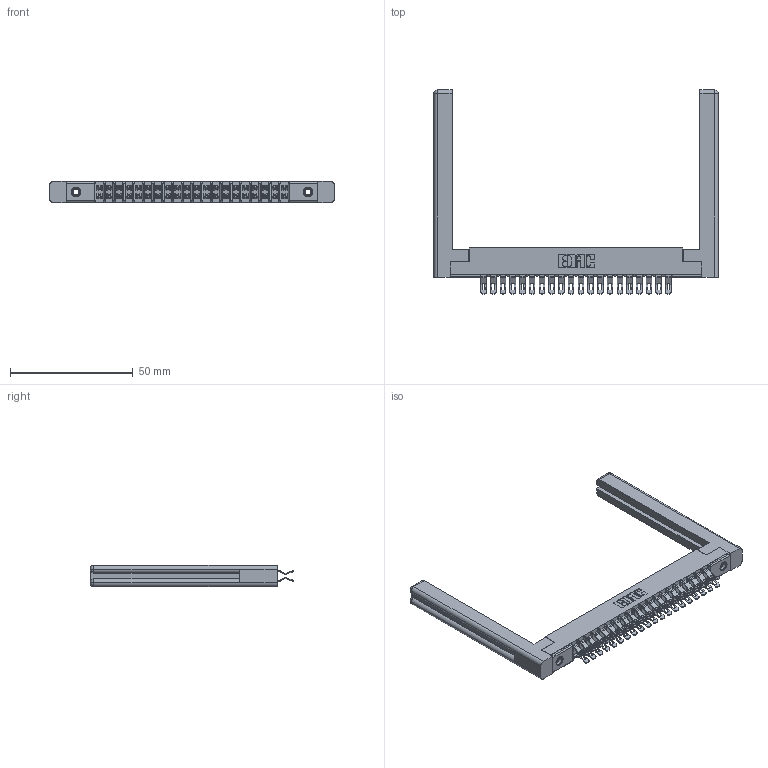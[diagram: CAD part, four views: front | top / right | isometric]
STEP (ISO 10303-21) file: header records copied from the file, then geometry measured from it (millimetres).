
FILE_DESCRIPTION (( 'STEP AP203' ), '1' );
FILE_NAME ('357-040-555-258.STEP', '2019-09-18T05:32:27', ( '' ), ( '' ), 'SwSTEP 2.0', 'SolidWorks 2016', '' );
FILE_SCHEMA (( 'CONFIG_CONTROL_DESIGN' ));
Length unit declared in the file: inch
Products named in the file (5): 307-290-001_555; 357-040-555-258; 345-250-001_345-250-001-102; 307-220-058; 307 Part_.156 Dia Mounting Holes
Assembly tree (45 placements, depth 2):
  357-040-555-258
    307 Part_.156 Dia Mounting Holes
    307-290-001_555  x40
    307-220-058  x2
    345-250-001_345-250-001-102  x2
Bounding box: 115.87 x 83.06 x 8.71 mm (x, y, z)
Volume: 15385.5 mm3; surface area: 19241.5 mm2
Topology: 45 solids, 45 shells, 2721 faces, 7917 edges, 5154 vertices
Faces by surface type: plane 1514, cylinder 1141, sphere 42, torus 12, cone 12
Entity records: 23668 total; most frequent: CARTESIAN_POINT 3903, ORIENTED_EDGE 3810, DIRECTION 3797, EDGE_CURVE 1905, LINE 1437, VECTOR 1437, VERTEX_POINT 1232, AXIS2_PLACEMENT_3D 1180
